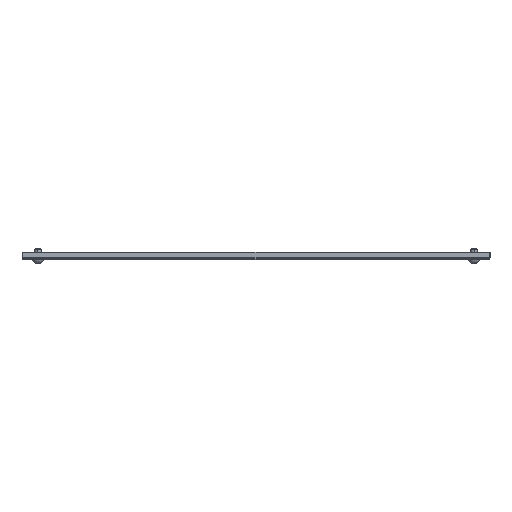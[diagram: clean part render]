
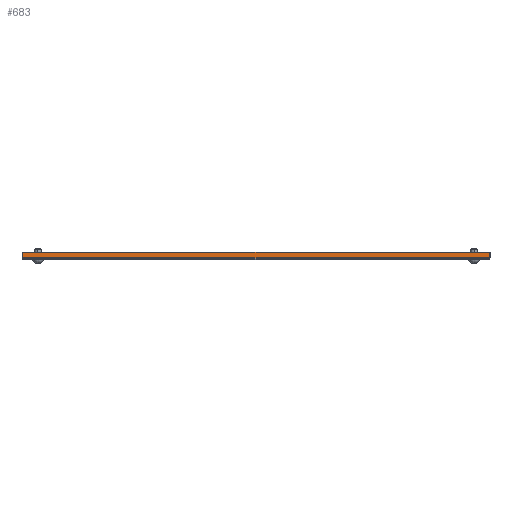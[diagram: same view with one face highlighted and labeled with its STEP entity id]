
A CAD part, front view. The second image highlights one B-rep face of the part: STEP entity #683.
In plain terms, the highlighted planar face has unit normal (0, -1, 0).
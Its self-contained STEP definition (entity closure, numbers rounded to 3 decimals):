
#640=AXIS2_PLACEMENT_3D('Plane Axis2P3D',#637,#638,#639) ;
#584=CARTESIAN_POINT('Vertex',(839.5,-38.5,-51.5)) ;
#618=CARTESIAN_POINT('Line Origine',(402.,-38.5,-51.5)) ;
#622=CARTESIAN_POINT('Vertex',(-35.5,-38.5,-51.5)) ;
#637=CARTESIAN_POINT('Axis2P3D Location',(402.,-38.5,-53.)) ;
#642=CARTESIAN_POINT('Line Origine',(402.,-38.5,-51.5)) ;
#646=CARTESIAN_POINT('Vertex',(841.,-38.5,-51.5)) ;
#649=CARTESIAN_POINT('Line Origine',(841.,-38.5,-47.)) ;
#653=CARTESIAN_POINT('Vertex',(841.,-38.5,-41.)) ;
#656=CARTESIAN_POINT('Line Origine',(402.,-38.5,-41.)) ;
#660=CARTESIAN_POINT('Vertex',(-37.,-38.5,-41.)) ;
#663=CARTESIAN_POINT('Line Origine',(-37.,-38.5,-47.)) ;
#667=CARTESIAN_POINT('Vertex',(-37.,-38.5,-51.5)) ;
#670=CARTESIAN_POINT('Line Origine',(402.,-38.5,-51.5)) ;
#619=DIRECTION('Vector Direction',(-1.,0.,0.)) ;
#638=DIRECTION('Axis2P3D Direction',(0.,-1.,0.)) ;
#639=DIRECTION('Axis2P3D XDirection',(1.,0.,-0.)) ;
#643=DIRECTION('Vector Direction',(1.,0.,0.)) ;
#650=DIRECTION('Vector Direction',(0.,0.,1.)) ;
#657=DIRECTION('Vector Direction',(1.,0.,0.)) ;
#664=DIRECTION('Vector Direction',(0.,0.,1.)) ;
#671=DIRECTION('Vector Direction',(1.,0.,0.)) ;
#620=VECTOR('Line Direction',#619,1.) ;
#644=VECTOR('Line Direction',#643,1.) ;
#651=VECTOR('Line Direction',#650,1.) ;
#658=VECTOR('Line Direction',#657,1.) ;
#665=VECTOR('Line Direction',#664,1.) ;
#672=VECTOR('Line Direction',#671,1.) ;
#676=ORIENTED_EDGE('',*,*,#624,.F.) ;
#677=ORIENTED_EDGE('',*,*,#648,.T.) ;
#678=ORIENTED_EDGE('',*,*,#655,.T.) ;
#679=ORIENTED_EDGE('',*,*,#662,.F.) ;
#680=ORIENTED_EDGE('',*,*,#669,.F.) ;
#681=ORIENTED_EDGE('',*,*,#674,.T.) ;
#683=ADVANCED_FACE('PartBody',(#682),#641,.T.) ;
#624=EDGE_CURVE('',#585,#623,#621,.T.) ;
#648=EDGE_CURVE('',#585,#647,#645,.T.) ;
#655=EDGE_CURVE('',#647,#654,#652,.T.) ;
#662=EDGE_CURVE('',#661,#654,#659,.T.) ;
#669=EDGE_CURVE('',#668,#661,#666,.T.) ;
#674=EDGE_CURVE('',#668,#623,#673,.T.) ;
#675=EDGE_LOOP('',(#676,#677,#678,#679,#680,#681)) ;
#682=FACE_OUTER_BOUND('',#675,.T.) ;
#621=LINE('Line',#618,#620) ;
#645=LINE('Line',#642,#644) ;
#652=LINE('Line',#649,#651) ;
#659=LINE('Line',#656,#658) ;
#666=LINE('Line',#663,#665) ;
#673=LINE('Line',#670,#672) ;
#641=PLANE('',#640) ;
#585=VERTEX_POINT('',#584) ;
#623=VERTEX_POINT('',#622) ;
#647=VERTEX_POINT('',#646) ;
#654=VERTEX_POINT('',#653) ;
#661=VERTEX_POINT('',#660) ;
#668=VERTEX_POINT('',#667) ;
